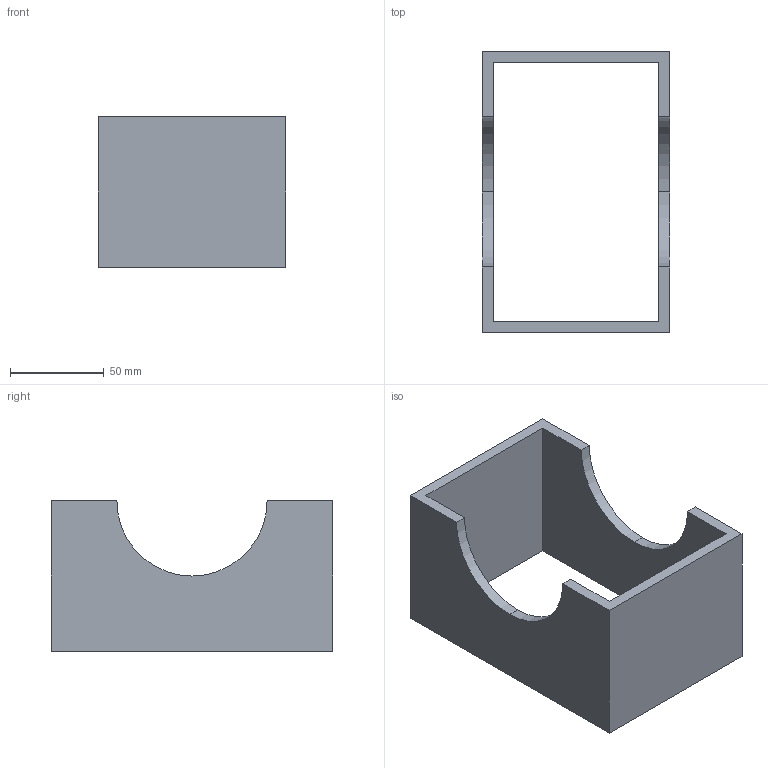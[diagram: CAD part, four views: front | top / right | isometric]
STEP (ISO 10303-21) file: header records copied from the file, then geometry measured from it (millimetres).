
FILE_DESCRIPTION (( 'STEP AP203' ), '1' );
FILE_NAME ('Arm1_Default_sldprt.STEP', '2018-06-18T09:01:47', ( '' ), ( '' ), 'SwSTEP 2.0', 'SolidWorks 2017', '' );
FILE_SCHEMA (( 'CONFIG_CONTROL_DESIGN' ));
Length unit declared in the file: millimetre
Products named in the file (1): Arm1_Default_sldprt
Bounding box: 100 x 150 x 80 mm (x, y, z)
Volume: 198320.7 mm3; surface area: 72366.9 mm2
Topology: 1 solids, 1 shells, 15 faces, 42 edges, 28 vertices
Faces by surface type: plane 11, cylinder 4
Entity records: 565 total; most frequent: CARTESIAN_POINT 86, ORIENTED_EDGE 84, DIRECTION 82, EDGE_CURVE 42, VECTOR 34, LINE 34, VERTEX_POINT 28, AXIS2_PLACEMENT_3D 24
